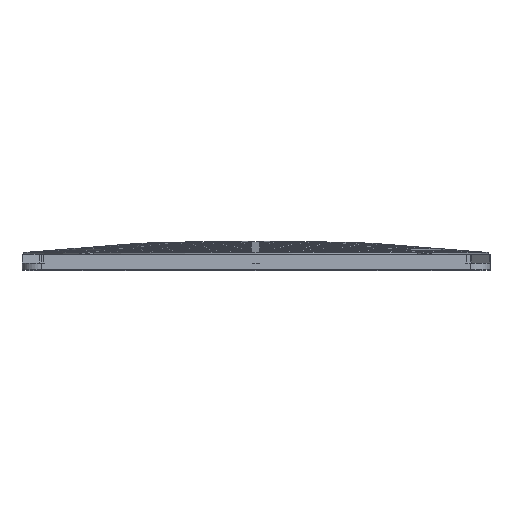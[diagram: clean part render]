
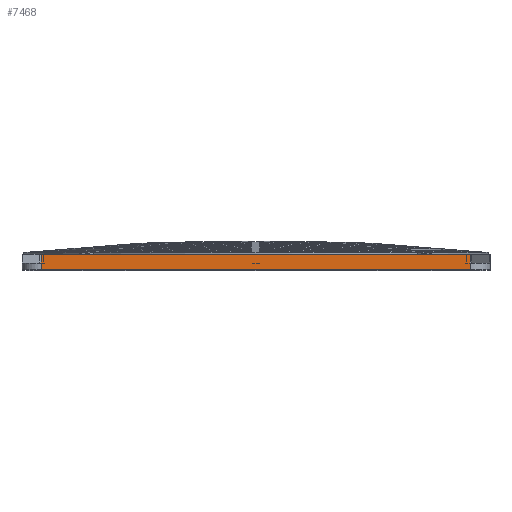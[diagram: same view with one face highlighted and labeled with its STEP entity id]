
A CAD part, top view. The second image highlights one B-rep face of the part: STEP entity #7468.
In plain terms, the highlighted planar face has unit normal (0, 0, 1).
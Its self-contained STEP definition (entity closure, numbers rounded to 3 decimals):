
#1750=DIRECTION('',(1.,0.,0.));
#1751=VECTOR('',#1750,110.);
#1752=CARTESIAN_POINT('',(-55.,4.,60.));
#1753=LINE('',#1752,#1751);
#1841=DIRECTION('',(1.,0.,0.));
#1842=VECTOR('',#1841,110.);
#1843=CARTESIAN_POINT('',(-55.,0.,60.));
#1844=LINE('',#1843,#1842);
#2169=DIRECTION('',(0.,1.,0.));
#2170=VECTOR('',#2169,2.3);
#2171=CARTESIAN_POINT('',(55.,1.7,60.));
#2172=LINE('',#2171,#2170);
#2173=DIRECTION('',(0.,-1.,0.));
#2174=VECTOR('',#2173,1.7);
#2175=CARTESIAN_POINT('',(55.,1.7,60.));
#2176=LINE('',#2175,#2174);
#2177=DIRECTION('',(0.,-1.,0.));
#2178=VECTOR('',#2177,1.7);
#2179=CARTESIAN_POINT('',(-55.,1.7,60.));
#2180=LINE('',#2179,#2178);
#2181=DIRECTION('',(0.,1.,0.));
#2182=VECTOR('',#2181,2.3);
#2183=CARTESIAN_POINT('',(-55.,1.7,60.));
#2184=LINE('',#2183,#2182);
#4270=CARTESIAN_POINT('',(55.,0.,60.));
#4272=VERTEX_POINT('',#4270);
#4273=CARTESIAN_POINT('',(-55.,0.,60.));
#4275=VERTEX_POINT('',#4273);
#4953=CARTESIAN_POINT('',(-55.,4.,60.));
#4955=VERTEX_POINT('',#4953);
#4963=CARTESIAN_POINT('',(-55.,1.7,60.));
#4964=VERTEX_POINT('',#4963);
#4974=CARTESIAN_POINT('',(55.,4.,60.));
#4976=VERTEX_POINT('',#4974);
#4985=CARTESIAN_POINT('',(55.,1.7,60.));
#4986=VERTEX_POINT('',#4985);
#7453=CARTESIAN_POINT('',(-60.,0.,60.));
#7454=DIRECTION('',(0.,0.,1.));
#7455=DIRECTION('',(1.,0.,0.));
#7456=AXIS2_PLACEMENT_3D('',#7453,#7454,#7455);
#7457=PLANE('',#7456);
#7458=ORIENTED_EDGE('',*,*,#7397,.F.);
#7459=ORIENTED_EDGE('',*,*,#7358,.T.);
#7460=ORIENTED_EDGE('',*,*,#7041,.F.);
#7462=ORIENTED_EDGE('',*,*,#7461,.F.);
#7464=ORIENTED_EDGE('',*,*,#7463,.T.);
#7465=ORIENTED_EDGE('',*,*,#6889,.T.);
#7466=EDGE_LOOP('',(#7458,#7459,#7460,#7462,#7464,#7465));
#7467=FACE_OUTER_BOUND('',#7466,.F.);
#7468=ADVANCED_FACE('',(#7467),#7457,.T.);
#6889=EDGE_CURVE('',#4955,#4976,#1753,.T.);
#7041=EDGE_CURVE('',#4275,#4272,#1844,.T.);
#7358=EDGE_CURVE('',#4986,#4272,#2176,.T.);
#7397=EDGE_CURVE('',#4986,#4976,#2172,.T.);
#7461=EDGE_CURVE('',#4964,#4275,#2180,.T.);
#7463=EDGE_CURVE('',#4964,#4955,#2184,.T.);
